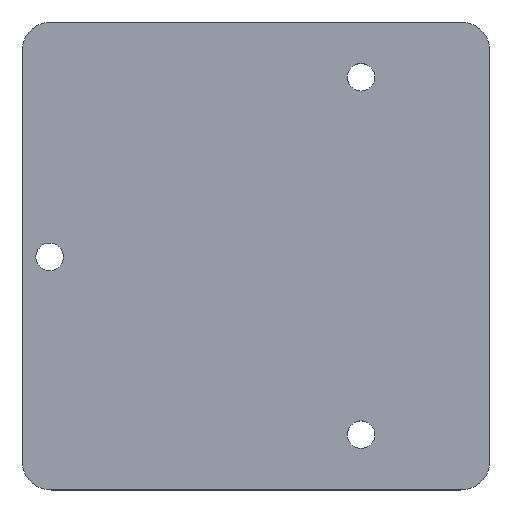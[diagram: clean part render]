
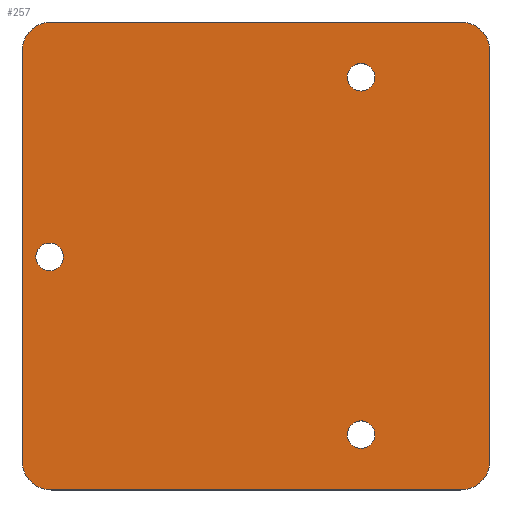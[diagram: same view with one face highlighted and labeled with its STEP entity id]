
A CAD part, top view. The second image highlights one B-rep face of the part: STEP entity #257.
In plain terms, the highlighted planar face has unit normal (0, 0, 1).
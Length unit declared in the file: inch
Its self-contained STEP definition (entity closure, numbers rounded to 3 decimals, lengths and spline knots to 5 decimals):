
#14=FACE_BOUND('',#45,.T.);
#15=FACE_BOUND('',#46,.T.);
#16=FACE_BOUND('',#47,.T.);
#21=PLANE('',#298);
#31=FACE_OUTER_BOUND('',#44,.T.);
#44=EDGE_LOOP('',(#185,#186,#187,#188,#189,#190,#191,#192));
#45=EDGE_LOOP('',(#193));
#46=EDGE_LOOP('',(#194));
#47=EDGE_LOOP('',(#195));
#63=LINE('',#417,#82);
#66=LINE('',#423,#85);
#67=LINE('',#427,#86);
#68=LINE('',#431,#87);
#82=VECTOR('',#345,0.3937);
#85=VECTOR('',#350,0.3937);
#86=VECTOR('',#353,0.3937);
#87=VECTOR('',#356,0.3937);
#96=CIRCLE('',#286,0.05906);
#98=CIRCLE('',#289,0.05906);
#100=CIRCLE('',#292,0.05906);
#102=CIRCLE('',#295,0.125);
#104=CIRCLE('',#299,0.125);
#105=CIRCLE('',#300,0.125);
#106=CIRCLE('',#301,0.125);
#110=VERTEX_POINT('',#389);
#112=VERTEX_POINT('',#395);
#114=VERTEX_POINT('',#401);
#116=VERTEX_POINT('',#407);
#117=VERTEX_POINT('',#408);
#120=VERTEX_POINT('',#416);
#122=VERTEX_POINT('',#422);
#123=VERTEX_POINT('',#424);
#124=VERTEX_POINT('',#426);
#125=VERTEX_POINT('',#428);
#126=VERTEX_POINT('',#430);
#132=EDGE_CURVE('',#110,#110,#96,.T.);
#135=EDGE_CURVE('',#112,#112,#98,.T.);
#138=EDGE_CURVE('',#114,#114,#100,.T.);
#141=EDGE_CURVE('',#116,#117,#102,.T.);
#145=EDGE_CURVE('',#120,#117,#63,.T.);
#148=EDGE_CURVE('',#116,#122,#66,.T.);
#149=EDGE_CURVE('',#123,#122,#104,.T.);
#150=EDGE_CURVE('',#123,#124,#67,.T.);
#151=EDGE_CURVE('',#125,#124,#105,.T.);
#152=EDGE_CURVE('',#125,#126,#68,.T.);
#153=EDGE_CURVE('',#120,#126,#106,.T.);
#185=ORIENTED_EDGE('',*,*,#141,.F.);
#186=ORIENTED_EDGE('',*,*,#148,.T.);
#187=ORIENTED_EDGE('',*,*,#149,.F.);
#188=ORIENTED_EDGE('',*,*,#150,.T.);
#189=ORIENTED_EDGE('',*,*,#151,.F.);
#190=ORIENTED_EDGE('',*,*,#152,.T.);
#191=ORIENTED_EDGE('',*,*,#153,.F.);
#192=ORIENTED_EDGE('',*,*,#145,.T.);
#193=ORIENTED_EDGE('',*,*,#132,.T.);
#194=ORIENTED_EDGE('',*,*,#135,.T.);
#195=ORIENTED_EDGE('',*,*,#138,.T.);
#257=ADVANCED_FACE('',(#31,#14,#15,#16),#21,.T.);
#286=AXIS2_PLACEMENT_3D('',#390,#316,#317);
#289=AXIS2_PLACEMENT_3D('',#396,#323,#324);
#292=AXIS2_PLACEMENT_3D('',#402,#330,#331);
#295=AXIS2_PLACEMENT_3D('',#409,#337,#338);
#298=AXIS2_PLACEMENT_3D('',#421,#348,#349);
#299=AXIS2_PLACEMENT_3D('',#425,#351,#352);
#300=AXIS2_PLACEMENT_3D('',#429,#354,#355);
#301=AXIS2_PLACEMENT_3D('',#432,#357,#358);
#316=DIRECTION('center_axis',(0.,0.,-1.));
#317=DIRECTION('ref_axis',(-1.,0.,0.));
#323=DIRECTION('center_axis',(0.,0.,-1.));
#324=DIRECTION('ref_axis',(-1.,0.,0.));
#330=DIRECTION('center_axis',(0.,0.,-1.));
#331=DIRECTION('ref_axis',(-1.,0.,0.));
#337=DIRECTION('center_axis',(0.,0.,-1.));
#338=DIRECTION('ref_axis',(-0.707,-0.707,0.));
#345=DIRECTION('',(0.,-1.,0.));
#348=DIRECTION('center_axis',(0.,0.,1.));
#349=DIRECTION('ref_axis',(1.,0.,0.));
#350=DIRECTION('',(1.,0.,0.));
#351=DIRECTION('center_axis',(0.,0.,-1.));
#352=DIRECTION('ref_axis',(0.707,-0.707,0.));
#353=DIRECTION('',(0.,1.,0.));
#354=DIRECTION('center_axis',(0.,0.,-1.));
#355=DIRECTION('ref_axis',(0.707,0.707,0.));
#356=DIRECTION('',(-1.,0.,0.));
#357=DIRECTION('center_axis',(0.,0.,-1.));
#358=DIRECTION('ref_axis',(-0.707,0.707,0.));
#389=CARTESIAN_POINT('',(0.50787,-0.76378,0.07874));
#390=CARTESIAN_POINT('Origin',(0.44882,-0.76378,0.07874));
#395=CARTESIAN_POINT('',(-0.82283,-0.00391,0.07874));
#396=CARTESIAN_POINT('Origin',(-0.88189,-0.00391,0.07874));
#401=CARTESIAN_POINT('',(0.50787,0.76378,0.07874));
#402=CARTESIAN_POINT('Origin',(0.44882,0.76378,0.07874));
#407=CARTESIAN_POINT('',(-0.875,-1.,0.07874));
#408=CARTESIAN_POINT('',(-1.,-0.875,0.07874));
#409=CARTESIAN_POINT('Origin',(-0.875,-0.875,0.07874));
#416=CARTESIAN_POINT('',(-1.,0.875,0.07874));
#417=CARTESIAN_POINT('',(-1.,-1.,0.07874));
#421=CARTESIAN_POINT('Origin',(0.,0.,0.07874));
#422=CARTESIAN_POINT('',(0.875,-1.,0.07874));
#423=CARTESIAN_POINT('',(1.,-1.,0.07874));
#424=CARTESIAN_POINT('',(1.,-0.875,0.07874));
#425=CARTESIAN_POINT('Origin',(0.875,-0.875,0.07874));
#426=CARTESIAN_POINT('',(1.,0.875,0.07874));
#427=CARTESIAN_POINT('',(1.,1.,0.07874));
#428=CARTESIAN_POINT('',(0.875,1.,0.07874));
#429=CARTESIAN_POINT('Origin',(0.875,0.875,0.07874));
#430=CARTESIAN_POINT('',(-0.875,1.,0.07874));
#431=CARTESIAN_POINT('',(-1.,1.,0.07874));
#432=CARTESIAN_POINT('Origin',(-0.875,0.875,0.07874));
